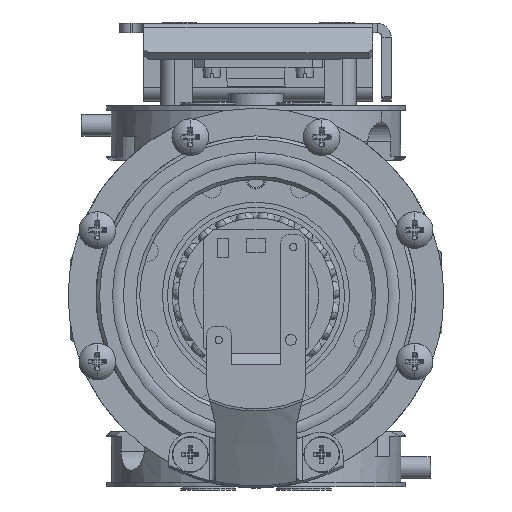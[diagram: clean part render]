
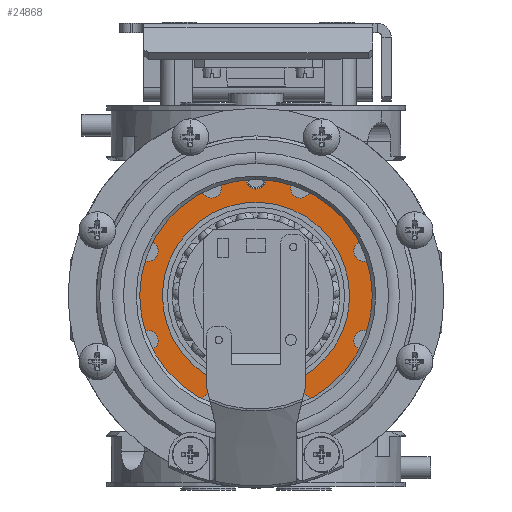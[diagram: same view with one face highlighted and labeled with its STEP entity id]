
A CAD part, front view. The second image highlights one B-rep face of the part: STEP entity #24868.
In plain terms, the highlighted planar face has unit normal (0, -1, 0).
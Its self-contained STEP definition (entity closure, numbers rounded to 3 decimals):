
#70=CARTESIAN_POINT('',(0.,-64.35,0.05));
#71=DIRECTION('',(0.,-1.,0.));
#72=DIRECTION('',(0.383,0.,0.924));
#73=AXIS2_PLACEMENT_3D('',#70,#71,#72);
#75=CARTESIAN_POINT('',(0.,-64.35,0.05));
#76=DIRECTION('',(0.,-1.,0.));
#77=DIRECTION('',(-0.383,0.,-0.924));
#78=AXIS2_PLACEMENT_3D('',#75,#76,#77);
#80=CARTESIAN_POINT('',(0.,-64.35,12.8));
#81=DIRECTION('',(0.,1.,0.));
#82=DIRECTION('',(0.,0.,1.));
#83=AXIS2_PLACEMENT_3D('',#80,#81,#82);
#85=CARTESIAN_POINT('',(0.,-64.35,12.8));
#86=DIRECTION('',(0.,1.,0.));
#87=DIRECTION('',(0.,0.,-1.));
#88=AXIS2_PLACEMENT_3D('',#85,#86,#87);
#90=CARTESIAN_POINT('',(0.,-64.35,-12.7));
#91=DIRECTION('',(0.,1.,0.));
#92=DIRECTION('',(0.,0.,-1.));
#93=AXIS2_PLACEMENT_3D('',#90,#91,#92);
#95=CARTESIAN_POINT('',(0.,-64.35,-12.7));
#96=DIRECTION('',(0.,1.,0.));
#97=DIRECTION('',(0.,0.,1.));
#98=AXIS2_PLACEMENT_3D('',#95,#96,#97);
#100=CARTESIAN_POINT('',(-11.779,-64.35,-4.829));
#101=DIRECTION('',(0.,1.,0.));
#102=DIRECTION('',(-0.924,0.,-0.383));
#103=AXIS2_PLACEMENT_3D('',#100,#101,#102);
#105=CARTESIAN_POINT('',(-11.779,-64.35,-4.829));
#106=DIRECTION('',(0.,1.,0.));
#107=DIRECTION('',(0.924,0.,0.383));
#108=AXIS2_PLACEMENT_3D('',#105,#106,#107);
#110=CARTESIAN_POINT('',(-11.779,-64.35,4.929));
#111=DIRECTION('',(0.,1.,0.));
#112=DIRECTION('',(-0.924,0.,0.383));
#113=AXIS2_PLACEMENT_3D('',#110,#111,#112);
#115=CARTESIAN_POINT('',(-11.779,-64.35,4.929));
#116=DIRECTION('',(0.,1.,0.));
#117=DIRECTION('',(0.924,0.,-0.383));
#118=AXIS2_PLACEMENT_3D('',#115,#116,#117);
#120=CARTESIAN_POINT('',(-4.879,-64.35,11.829));
#121=DIRECTION('',(0.,1.,0.));
#122=DIRECTION('',(-0.383,0.,0.924));
#123=AXIS2_PLACEMENT_3D('',#120,#121,#122);
#125=CARTESIAN_POINT('',(-4.879,-64.35,11.829));
#126=DIRECTION('',(0.,1.,0.));
#127=DIRECTION('',(0.383,0.,-0.924));
#128=AXIS2_PLACEMENT_3D('',#125,#126,#127);
#130=CARTESIAN_POINT('',(4.879,-64.35,11.829));
#131=DIRECTION('',(0.,1.,0.));
#132=DIRECTION('',(0.383,0.,0.924));
#133=AXIS2_PLACEMENT_3D('',#130,#131,#132);
#135=CARTESIAN_POINT('',(4.879,-64.35,11.829));
#136=DIRECTION('',(0.,1.,0.));
#137=DIRECTION('',(-0.383,0.,-0.924));
#138=AXIS2_PLACEMENT_3D('',#135,#136,#137);
#140=CARTESIAN_POINT('',(11.779,-64.35,4.929));
#141=DIRECTION('',(0.,1.,0.));
#142=DIRECTION('',(0.924,0.,0.383));
#143=AXIS2_PLACEMENT_3D('',#140,#141,#142);
#145=CARTESIAN_POINT('',(11.779,-64.35,4.929));
#146=DIRECTION('',(0.,1.,0.));
#147=DIRECTION('',(-0.924,0.,-0.383));
#148=AXIS2_PLACEMENT_3D('',#145,#146,#147);
#150=CARTESIAN_POINT('',(11.779,-64.35,-4.829));
#151=DIRECTION('',(0.,1.,0.));
#152=DIRECTION('',(0.924,0.,-0.383));
#153=AXIS2_PLACEMENT_3D('',#150,#151,#152);
#155=CARTESIAN_POINT('',(11.779,-64.35,-4.829));
#156=DIRECTION('',(0.,1.,0.));
#157=DIRECTION('',(-0.924,0.,0.383));
#158=AXIS2_PLACEMENT_3D('',#155,#156,#157);
#160=CARTESIAN_POINT('',(4.879,-64.35,-11.729));
#161=DIRECTION('',(0.,1.,0.));
#162=DIRECTION('',(0.383,0.,-0.924));
#163=AXIS2_PLACEMENT_3D('',#160,#161,#162);
#165=CARTESIAN_POINT('',(4.879,-64.35,-11.729));
#166=DIRECTION('',(0.,1.,0.));
#167=DIRECTION('',(-0.383,0.,0.924));
#168=AXIS2_PLACEMENT_3D('',#165,#166,#167);
#170=CARTESIAN_POINT('',(-4.879,-64.35,-11.729));
#171=DIRECTION('',(0.,1.,0.));
#172=DIRECTION('',(-0.383,0.,-0.924));
#173=AXIS2_PLACEMENT_3D('',#170,#171,#172);
#175=CARTESIAN_POINT('',(-4.879,-64.35,-11.729));
#176=DIRECTION('',(0.,1.,0.));
#177=DIRECTION('',(0.383,0.,0.924));
#178=AXIS2_PLACEMENT_3D('',#175,#176,#177);
#180=CARTESIAN_POINT('',(0.,-64.35,0.05));
#181=DIRECTION('',(0.,1.,0.));
#182=DIRECTION('',(0.383,0.,0.924));
#183=AXIS2_PLACEMENT_3D('',#180,#181,#182);
#185=CARTESIAN_POINT('',(0.,-64.35,0.05));
#186=DIRECTION('',(0.,1.,0.));
#187=DIRECTION('',(-0.383,0.,-0.924));
#188=AXIS2_PLACEMENT_3D('',#185,#186,#187);
#23339=CARTESIAN_POINT('',(0.,-64.35,13.9));
#23341=VERTEX_POINT('',#23339);
#23343=CARTESIAN_POINT('',(0.,-64.35,11.7));
#23345=VERTEX_POINT('',#23343);
#23347=CARTESIAN_POINT('',(0.,-64.35,-13.8));
#23349=VERTEX_POINT('',#23347);
#23351=CARTESIAN_POINT('',(0.,-64.35,-11.6));
#23353=VERTEX_POINT('',#23351);
#23354=CARTESIAN_POINT('',(-10.763,-64.35,-4.408));
#23355=CARTESIAN_POINT('',(-12.796,-64.35,-5.25));
#23356=VERTEX_POINT('',#23354);
#23357=VERTEX_POINT('',#23355);
#23359=CARTESIAN_POINT('',(-5.587,-64.35,-13.439));
#23361=VERTEX_POINT('',#23359);
#23363=CARTESIAN_POINT('',(5.587,-64.35,13.539));
#23365=VERTEX_POINT('',#23363);
#23366=CARTESIAN_POINT('',(-10.763,-64.35,4.508));
#23367=CARTESIAN_POINT('',(-12.796,-64.35,5.35));
#23368=VERTEX_POINT('',#23366);
#23369=VERTEX_POINT('',#23367);
#23370=CARTESIAN_POINT('',(-4.458,-64.35,10.813));
#23371=CARTESIAN_POINT('',(-5.3,-64.35,12.846));
#23372=VERTEX_POINT('',#23370);
#23373=VERTEX_POINT('',#23371);
#23375=CARTESIAN_POINT('',(-3.909,-64.35,-9.387));
#23377=VERTEX_POINT('',#23375);
#23379=CARTESIAN_POINT('',(3.909,-64.35,9.487));
#23381=VERTEX_POINT('',#23379);
#23382=CARTESIAN_POINT('',(4.458,-64.35,10.813));
#23383=CARTESIAN_POINT('',(5.3,-64.35,12.846));
#23384=VERTEX_POINT('',#23382);
#23385=VERTEX_POINT('',#23383);
#23386=CARTESIAN_POINT('',(10.763,-64.35,4.508));
#23387=CARTESIAN_POINT('',(12.796,-64.35,5.35));
#23388=VERTEX_POINT('',#23386);
#23389=VERTEX_POINT('',#23387);
#23390=CARTESIAN_POINT('',(10.763,-64.35,-4.408));
#23391=CARTESIAN_POINT('',(12.796,-64.35,-5.25));
#23392=VERTEX_POINT('',#23390);
#23393=VERTEX_POINT('',#23391);
#23394=CARTESIAN_POINT('',(4.458,-64.35,-10.713));
#23395=CARTESIAN_POINT('',(5.3,-64.35,-12.746));
#23396=VERTEX_POINT('',#23394);
#23397=VERTEX_POINT('',#23395);
#23398=CARTESIAN_POINT('',(-4.458,-64.35,-10.713));
#23399=CARTESIAN_POINT('',(-5.3,-64.35,-12.746));
#23400=VERTEX_POINT('',#23398);
#23401=VERTEX_POINT('',#23399);
#24792=CARTESIAN_POINT('',(4.748,-64.35,11.513));
#24793=DIRECTION('',(0.,-1.,0.));
#24794=DIRECTION('',(-0.383,0.,-0.924));
#24795=AXIS2_PLACEMENT_3D('',#24792,#24793,#24794);
#24796=PLANE('',#24795);
#24798=ORIENTED_EDGE('',*,*,#24797,.F.);
#24799=ORIENTED_EDGE('',*,*,#24782,.F.);
#24800=EDGE_LOOP('',(#24798,#24799));
#24801=FACE_OUTER_BOUND('',#24800,.F.);
#24803=ORIENTED_EDGE('',*,*,#24802,.F.);
#24805=ORIENTED_EDGE('',*,*,#24804,.F.);
#24806=EDGE_LOOP('',(#24803,#24805));
#24807=FACE_BOUND('',#24806,.F.);
#24809=ORIENTED_EDGE('',*,*,#24808,.F.);
#24811=ORIENTED_EDGE('',*,*,#24810,.F.);
#24812=EDGE_LOOP('',(#24809,#24811));
#24813=FACE_BOUND('',#24812,.F.);
#24815=ORIENTED_EDGE('',*,*,#24814,.F.);
#24817=ORIENTED_EDGE('',*,*,#24816,.F.);
#24818=EDGE_LOOP('',(#24815,#24817));
#24819=FACE_BOUND('',#24818,.F.);
#24821=ORIENTED_EDGE('',*,*,#24820,.F.);
#24823=ORIENTED_EDGE('',*,*,#24822,.F.);
#24824=EDGE_LOOP('',(#24821,#24823));
#24825=FACE_BOUND('',#24824,.F.);
#24827=ORIENTED_EDGE('',*,*,#24826,.F.);
#24829=ORIENTED_EDGE('',*,*,#24828,.F.);
#24830=EDGE_LOOP('',(#24827,#24829));
#24831=FACE_BOUND('',#24830,.F.);
#24833=ORIENTED_EDGE('',*,*,#24832,.F.);
#24835=ORIENTED_EDGE('',*,*,#24834,.F.);
#24836=EDGE_LOOP('',(#24833,#24835));
#24837=FACE_BOUND('',#24836,.F.);
#24839=ORIENTED_EDGE('',*,*,#24838,.F.);
#24841=ORIENTED_EDGE('',*,*,#24840,.F.);
#24842=EDGE_LOOP('',(#24839,#24841));
#24843=FACE_BOUND('',#24842,.F.);
#24845=ORIENTED_EDGE('',*,*,#24844,.F.);
#24847=ORIENTED_EDGE('',*,*,#24846,.F.);
#24848=EDGE_LOOP('',(#24845,#24847));
#24849=FACE_BOUND('',#24848,.F.);
#24851=ORIENTED_EDGE('',*,*,#24850,.F.);
#24853=ORIENTED_EDGE('',*,*,#24852,.F.);
#24854=EDGE_LOOP('',(#24851,#24853));
#24855=FACE_BOUND('',#24854,.F.);
#24857=ORIENTED_EDGE('',*,*,#24856,.F.);
#24859=ORIENTED_EDGE('',*,*,#24858,.F.);
#24860=EDGE_LOOP('',(#24857,#24859));
#24861=FACE_BOUND('',#24860,.F.);
#24863=ORIENTED_EDGE('',*,*,#24862,.F.);
#24865=ORIENTED_EDGE('',*,*,#24864,.F.);
#24866=EDGE_LOOP('',(#24863,#24865));
#24867=FACE_BOUND('',#24866,.F.);
#24868=ADVANCED_FACE('',(#24801,#24807,#24813,#24819,#24825,#24831,#24837,
#24843,#24849,#24855,#24861,#24867),#24796,.T.);
#74=CIRCLE('',#73,14.6);
#79=CIRCLE('',#78,14.6);
#84=CIRCLE('',#83,1.1);
#89=CIRCLE('',#88,1.1);
#94=CIRCLE('',#93,1.1);
#99=CIRCLE('',#98,1.1);
#104=CIRCLE('',#103,1.1);
#109=CIRCLE('',#108,1.1);
#114=CIRCLE('',#113,1.1);
#119=CIRCLE('',#118,1.1);
#124=CIRCLE('',#123,1.1);
#129=CIRCLE('',#128,1.1);
#134=CIRCLE('',#133,1.1);
#139=CIRCLE('',#138,1.1);
#144=CIRCLE('',#143,1.1);
#149=CIRCLE('',#148,1.1);
#154=CIRCLE('',#153,1.1);
#159=CIRCLE('',#158,1.1);
#164=CIRCLE('',#163,1.1);
#169=CIRCLE('',#168,1.1);
#174=CIRCLE('',#173,1.1);
#179=CIRCLE('',#178,1.1);
#184=CIRCLE('',#183,10.215);
#189=CIRCLE('',#188,10.215);
#24782=EDGE_CURVE('',#23361,#23365,#79,.T.);
#24797=EDGE_CURVE('',#23365,#23361,#74,.T.);
#24802=EDGE_CURVE('',#23341,#23345,#84,.T.);
#24804=EDGE_CURVE('',#23345,#23341,#89,.T.);
#24808=EDGE_CURVE('',#23349,#23353,#94,.T.);
#24810=EDGE_CURVE('',#23353,#23349,#99,.T.);
#24814=EDGE_CURVE('',#23357,#23356,#104,.T.);
#24816=EDGE_CURVE('',#23356,#23357,#109,.T.);
#24820=EDGE_CURVE('',#23369,#23368,#114,.T.);
#24822=EDGE_CURVE('',#23368,#23369,#119,.T.);
#24826=EDGE_CURVE('',#23373,#23372,#124,.T.);
#24828=EDGE_CURVE('',#23372,#23373,#129,.T.);
#24832=EDGE_CURVE('',#23385,#23384,#134,.T.);
#24834=EDGE_CURVE('',#23384,#23385,#139,.T.);
#24838=EDGE_CURVE('',#23389,#23388,#144,.T.);
#24840=EDGE_CURVE('',#23388,#23389,#149,.T.);
#24844=EDGE_CURVE('',#23393,#23392,#154,.T.);
#24846=EDGE_CURVE('',#23392,#23393,#159,.T.);
#24850=EDGE_CURVE('',#23397,#23396,#164,.T.);
#24852=EDGE_CURVE('',#23396,#23397,#169,.T.);
#24856=EDGE_CURVE('',#23401,#23400,#174,.T.);
#24858=EDGE_CURVE('',#23400,#23401,#179,.T.);
#24862=EDGE_CURVE('',#23381,#23377,#184,.T.);
#24864=EDGE_CURVE('',#23377,#23381,#189,.T.);
